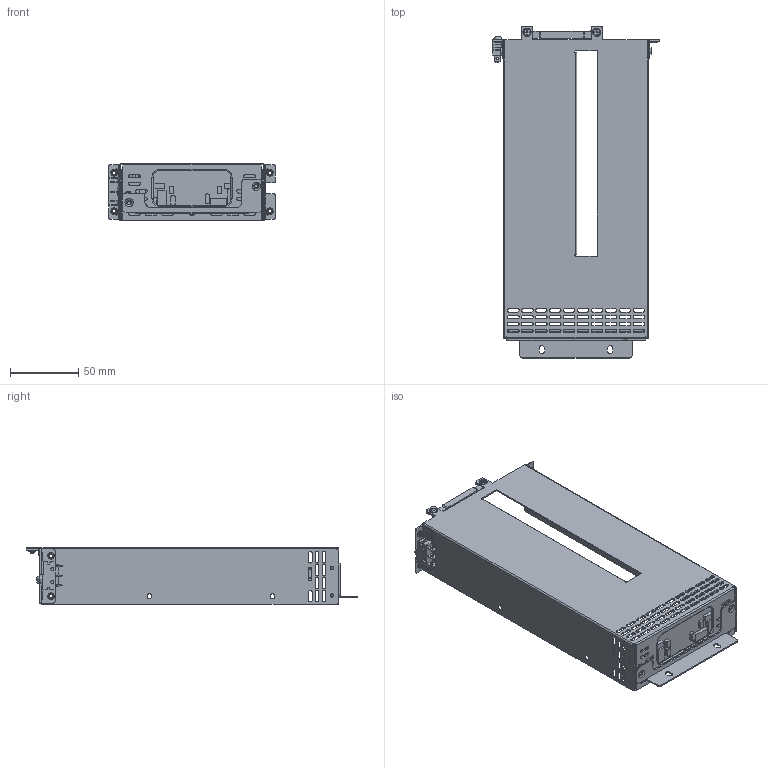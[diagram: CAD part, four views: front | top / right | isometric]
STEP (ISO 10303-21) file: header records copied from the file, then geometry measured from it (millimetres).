
FILE_DESCRIPTION((''),'2;1');
FILE_NAME('R1A-KHXXXX_ASM_ASM','2020-09-29T',('IPC56'),(''),'PRO/ENGINEER BY PARAMETRIC TECHNOLOGY CORPORATION, 2010480','PRO/ENGINEER BY PARAMETRIC TECHNOLOGY CORPORATION, 2010480','');
FILE_SCHEMA(('CONFIG_CONTROL_DESIGN','SHAPE_APPEARANCE_LAYERS_GROUPS'));
Length unit declared in the file: millimetre
Products named in the file (12): MANIFOLD_SOLID_BREP_23690_1; R1A-IH0120WAIKUANG_46_ASM_1_ASM; ZUOYOUBIANTIAON1_13_1; HOUBIANTIAO-BIAOPIN_1; BVBINGTOULUOSI_11_1; EH650YATIAO_1_1; QICHUGAIGUAN_11_1; R1A-IH0120_ASM_70_ASM_1_ASM; PCB-2015-10-22_1; PCB-BEI-170713_1; R1A-KHXXXX_ASM_6_ASM; R1A-KHXXXX_ASM_ASM
Assembly tree (15 placements, depth 5):
  R1A-KHXXXX_ASM_ASM
    R1A-KHXXXX_ASM_6_ASM
      R1A-IH0120_ASM_70_ASM_1_ASM
        R1A-IH0120WAIKUANG_46_ASM_1_ASM
          MANIFOLD_SOLID_BREP_23690_1
        ZUOYOUBIANTIAON1_13_1  x2
        HOUBIANTIAO-BIAOPIN_1
        BVBINGTOULUOSI_11_1  x4
        EH650YATIAO_1_1
        QICHUGAIGUAN_11_1
      PCB-2015-10-22_1
      PCB-BEI-170713_1
Bounding box: 122 x 242.7 x 41.5 mm (x, y, z)
Surface area: 113897.2 mm2 (no closed solid volume)
Topology: 0 solids, 14 shells, 1249 faces, 3825 edges, 2628 vertices
Faces by surface type: plane 606, cylinder 491, bspline 66, cone 62, torus 24
Entity records: 40790 total; most frequent: CARTESIAN_POINT 11200, ORIENTED_EDGE 6214, DIRECTION 6138, EDGE_CURVE 3119, AXIS2_PLACEMENT_3D 2158, VERTEX_POINT 2146, VECTOR 1822, LINE 1822
